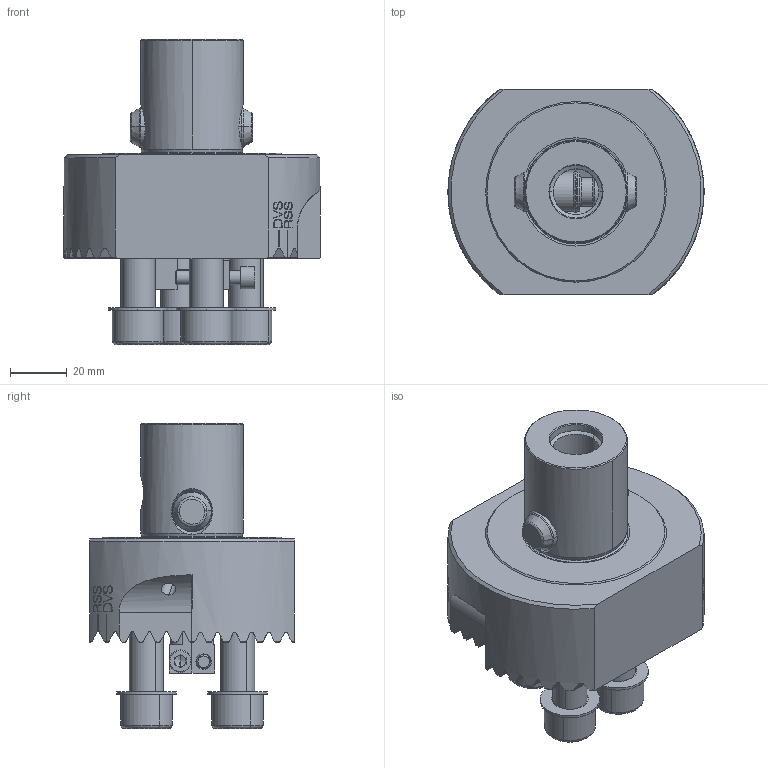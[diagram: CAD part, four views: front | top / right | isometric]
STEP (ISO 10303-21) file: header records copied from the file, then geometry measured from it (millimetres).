
FILE_DESCRIPTION(('no description'),'unknown implementation level');
FILE_NAME('6C7BB3A7-F521-48BC-9044-3C9EAE9CDAB7_export.stp',' ',('CIMSOURCE GmbH'),('CADClick - KiM GmbH - www.kimweb.de'),'unknown preprocess','ACIS','unknown authorization');
FILE_SCHEMA(('automotive_design'));
Length unit declared in the file: millimetre
Products named in the file (15): 319.602 Kaiser SW98-126(153)xCKN6|693.187 Kaiser ETL �13_21L_eingebaut;Rotation1; 319.602 Kaiser SW98-126(153)xCKN6|690.970 Kaiser ETL M12x40_DIN 912 M12 x 20 --- 20C;Hex; 319.602 Kaiser SW98-126(153)xCKN6|690.108 Kaiser ETL M6x20;Hex; 319.602 Kaiser SW98-126(153)xCKN6|690.197 Kaiser ETL M5x0.5x23 spez;Verrundung1; 319.602 Kaiser SW98-126(153)xCKN6|319.750 Kaiser ETL SW98;Fase5; 319.602 Kaiser SW98-126(153)xCKN6|319.632 Kaiser SW98xCK6B;Schnitt-Rotation12; 319.602 Kaiser SW98-126(153)xCKN6|691.506 Kaiser ETL D14 X 43K|693.305 Sprengring;Schnitt-Linear austragen1; 319.602 Kaiser SW98-126(153)xCKN6|691.506 Kaiser ETL D14 X 43K|691.526 Mitnehmerbolzen;Rotation1
Bounding box: 90 x 72 x 107.2 mm (x, y, z)
Volume: 246875 mm3; surface area: 58122.2 mm2
Topology: 15 solids, 15 shells, 814 faces, 2079 edges, 1313 vertices
Faces by surface type: plane 298, cylinder 226, bspline 136, cone 100, torus 54
Entity records: 61600 total; most frequent: CARTESIAN_POINT 19193, STYLED_ITEM 4199, PRESENTATION_STYLE_ASSIGNMENT 4199, COLOUR_RGB 4199, ORIENTED_EDGE 4114, DIRECTION 3588, EDGE_CURVE 2057, CURVE_STYLE 2057
